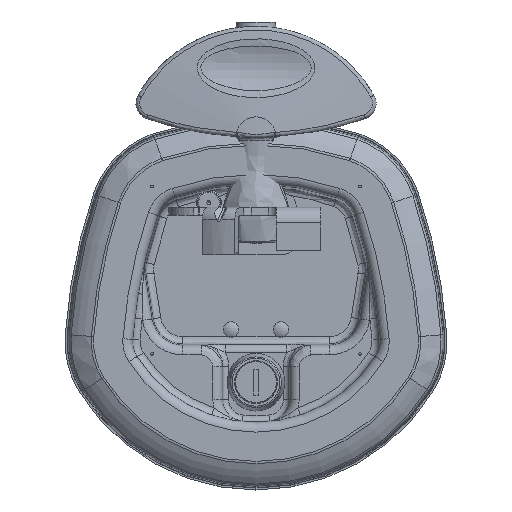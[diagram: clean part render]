
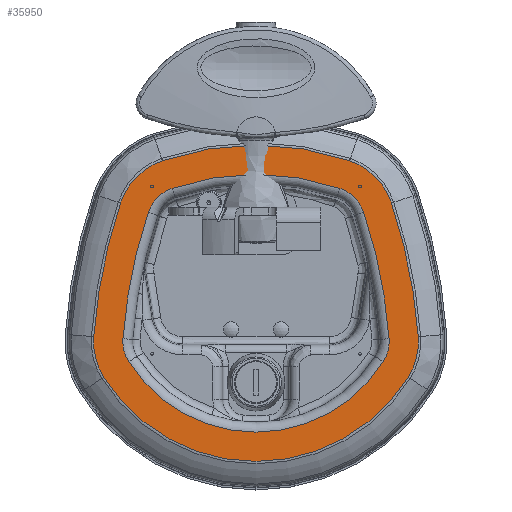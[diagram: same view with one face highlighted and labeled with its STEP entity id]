
A CAD part, top view. The second image highlights one B-rep face of the part: STEP entity #35950.
In plain terms, the highlighted planar face has unit normal (0, 0, 1).
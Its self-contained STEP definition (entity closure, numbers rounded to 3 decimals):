
#2142=FACE_BOUND('',#6433,.T.);
#2418=PLANE('',#38971);
#4211=FACE_OUTER_BOUND('',#6432,.T.);
#6432=EDGE_LOOP('',(#25135,#25136,#25137,#25138,#25139,#25140,#25141,#25142));
#6433=EDGE_LOOP('',(#25143,#25144,#25145,#25146,#25147,#25148,#25149,#25150));
#8972=CIRCLE('',#38946,2.765);
#8974=CIRCLE('',#38949,1.038);
#8976=CIRCLE('',#38952,8.45);
#8978=CIRCLE('',#38955,1.038);
#8980=CIRCLE('',#38958,4.413);
#8982=CIRCLE('',#38961,1.038);
#8984=CIRCLE('',#38964,8.45);
#8986=CIRCLE('',#38967,1.038);
#8989=CIRCLE('',#38972,7.999);
#8990=CIRCLE('',#38973,0.587);
#8991=CIRCLE('',#38974,2.314);
#8992=CIRCLE('',#38975,0.587);
#8993=CIRCLE('',#38976,7.999);
#8994=CIRCLE('',#38977,0.587);
#8995=CIRCLE('',#38978,3.962);
#8996=CIRCLE('',#38979,0.587);
#15967=VERTEX_POINT('',#52643);
#15969=VERTEX_POINT('',#52647);
#15970=VERTEX_POINT('',#52651);
#15971=VERTEX_POINT('',#52655);
#15972=VERTEX_POINT('',#52659);
#15973=VERTEX_POINT('',#52663);
#15974=VERTEX_POINT('',#52667);
#15976=VERTEX_POINT('',#52672);
#15977=VERTEX_POINT('',#52682);
#15978=VERTEX_POINT('',#52683);
#15979=VERTEX_POINT('',#52685);
#15980=VERTEX_POINT('',#52687);
#15981=VERTEX_POINT('',#52689);
#15982=VERTEX_POINT('',#52691);
#15983=VERTEX_POINT('',#52693);
#15984=VERTEX_POINT('',#52695);
#19507=EDGE_CURVE('',#15969,#15967,#8972,.T.);
#19509=EDGE_CURVE('',#15970,#15969,#8974,.T.);
#19511=EDGE_CURVE('',#15971,#15970,#8976,.T.);
#19513=EDGE_CURVE('',#15972,#15971,#8978,.T.);
#19515=EDGE_CURVE('',#15973,#15972,#8980,.T.);
#19517=EDGE_CURVE('',#15974,#15973,#8982,.T.);
#19519=EDGE_CURVE('',#15976,#15974,#8984,.T.);
#19521=EDGE_CURVE('',#15967,#15976,#8986,.T.);
#19524=EDGE_CURVE('',#15977,#15978,#8989,.T.);
#19525=EDGE_CURVE('',#15979,#15977,#8990,.T.);
#19526=EDGE_CURVE('',#15980,#15979,#8991,.T.);
#19527=EDGE_CURVE('',#15981,#15980,#8992,.T.);
#19528=EDGE_CURVE('',#15982,#15981,#8993,.T.);
#19529=EDGE_CURVE('',#15983,#15982,#8994,.T.);
#19530=EDGE_CURVE('',#15984,#15983,#8995,.T.);
#19531=EDGE_CURVE('',#15978,#15984,#8996,.T.);
#25135=ORIENTED_EDGE('',*,*,#19507,.F.);
#25136=ORIENTED_EDGE('',*,*,#19509,.F.);
#25137=ORIENTED_EDGE('',*,*,#19511,.F.);
#25138=ORIENTED_EDGE('',*,*,#19513,.F.);
#25139=ORIENTED_EDGE('',*,*,#19515,.F.);
#25140=ORIENTED_EDGE('',*,*,#19517,.F.);
#25141=ORIENTED_EDGE('',*,*,#19519,.F.);
#25142=ORIENTED_EDGE('',*,*,#19521,.F.);
#25143=ORIENTED_EDGE('',*,*,#19524,.F.);
#25144=ORIENTED_EDGE('',*,*,#19525,.F.);
#25145=ORIENTED_EDGE('',*,*,#19526,.F.);
#25146=ORIENTED_EDGE('',*,*,#19527,.F.);
#25147=ORIENTED_EDGE('',*,*,#19528,.F.);
#25148=ORIENTED_EDGE('',*,*,#19529,.F.);
#25149=ORIENTED_EDGE('',*,*,#19530,.F.);
#25150=ORIENTED_EDGE('',*,*,#19531,.F.);
#35950=ADVANCED_FACE('',(#4211,#2142),#2418,.T.);
#38946=AXIS2_PLACEMENT_3D('',#52649,#42794,#42795);
#38949=AXIS2_PLACEMENT_3D('',#52653,#42800,#42801);
#38952=AXIS2_PLACEMENT_3D('',#52657,#42806,#42807);
#38955=AXIS2_PLACEMENT_3D('',#52661,#42812,#42813);
#38958=AXIS2_PLACEMENT_3D('',#52665,#42818,#42819);
#38961=AXIS2_PLACEMENT_3D('',#52669,#42824,#42825);
#38964=AXIS2_PLACEMENT_3D('',#52674,#42830,#42831);
#38967=AXIS2_PLACEMENT_3D('',#52677,#42836,#42837);
#38971=AXIS2_PLACEMENT_3D('',#52681,#42844,#42845);
#38972=AXIS2_PLACEMENT_3D('',#52684,#42846,#42847);
#38973=AXIS2_PLACEMENT_3D('',#52686,#42848,#42849);
#38974=AXIS2_PLACEMENT_3D('',#52688,#42850,#42851);
#38975=AXIS2_PLACEMENT_3D('',#52690,#42852,#42853);
#38976=AXIS2_PLACEMENT_3D('',#52692,#42854,#42855);
#38977=AXIS2_PLACEMENT_3D('',#52694,#42856,#42857);
#38978=AXIS2_PLACEMENT_3D('',#52696,#42858,#42859);
#38979=AXIS2_PLACEMENT_3D('',#52697,#42860,#42861);
#42794=DIRECTION('center_axis',(0.,0.,-1.));
#42795=DIRECTION('ref_axis',(0.,-1.,0.));
#42800=DIRECTION('center_axis',(0.,0.,-1.));
#42801=DIRECTION('ref_axis',(0.97,-0.242,0.));
#42806=DIRECTION('center_axis',(0.,0.,-1.));
#42807=DIRECTION('ref_axis',(0.98,0.197,0.));
#42812=DIRECTION('center_axis',(0.,0.,-1.));
#42813=DIRECTION('ref_axis',(0.711,0.703,0.));
#42818=DIRECTION('center_axis',(0.,0.,-1.));
#42819=DIRECTION('ref_axis',(0.,1.,0.));
#42824=DIRECTION('center_axis',(0.,0.,-1.));
#42825=DIRECTION('ref_axis',(-0.711,0.703,0.));
#42830=DIRECTION('center_axis',(0.,0.,-1.));
#42831=DIRECTION('ref_axis',(-0.98,0.197,0.));
#42836=DIRECTION('center_axis',(0.,0.,-1.));
#42837=DIRECTION('ref_axis',(-0.97,-0.242,0.));
#42844=DIRECTION('center_axis',(0.,0.,1.));
#42845=DIRECTION('ref_axis',(1.,0.,0.));
#42846=DIRECTION('center_axis',(0.,0.,1.));
#42847=DIRECTION('ref_axis',(0.98,0.197,0.));
#42848=DIRECTION('center_axis',(0.,0.,1.));
#42849=DIRECTION('ref_axis',(0.97,-0.242,0.));
#42850=DIRECTION('center_axis',(0.,0.,1.));
#42851=DIRECTION('ref_axis',(0.,-1.,0.));
#42852=DIRECTION('center_axis',(0.,0.,1.));
#42853=DIRECTION('ref_axis',(-0.97,-0.242,0.));
#42854=DIRECTION('center_axis',(0.,0.,1.));
#42855=DIRECTION('ref_axis',(-0.98,0.197,0.));
#42856=DIRECTION('center_axis',(0.,0.,1.));
#42857=DIRECTION('ref_axis',(-0.711,0.703,0.));
#42858=DIRECTION('center_axis',(0.,0.,1.));
#42859=DIRECTION('ref_axis',(0.,1.,0.));
#42860=DIRECTION('center_axis',(0.,0.,1.));
#42861=DIRECTION('ref_axis',(0.711,0.703,0.));
#52643=CARTESIAN_POINT('',(-2.34,-2.233,1.5));
#52647=CARTESIAN_POINT('',(2.34,-2.233,1.5));
#52649=CARTESIAN_POINT('Origin',(0.,-0.76,
1.5));
#52651=CARTESIAN_POINT('',(2.497,-1.604,1.5));
#52653=CARTESIAN_POINT('Origin',(1.462,-1.68,1.5));
#52655=CARTESIAN_POINT('',(2.085,0.45,1.5));
#52657=CARTESIAN_POINT('Origin',(-5.93,-2.225,1.5));
#52659=CARTESIAN_POINT('',(1.439,1.102,1.5));
#52661=CARTESIAN_POINT('Origin',(1.101,0.121,1.5));
#52663=CARTESIAN_POINT('',(-1.439,1.102,1.5));
#52665=CARTESIAN_POINT('Origin',(0.,-3.069,
1.5));
#52667=CARTESIAN_POINT('',(-2.085,0.45,1.5));
#52669=CARTESIAN_POINT('Origin',(-1.101,0.121,1.5));
#52672=CARTESIAN_POINT('',(-2.497,-1.604,1.5));
#52674=CARTESIAN_POINT('Origin',(5.93,-2.225,1.5));
#52677=CARTESIAN_POINT('Origin',(-1.462,-1.68,1.5));
#52681=CARTESIAN_POINT('Origin',(0.,-1.026,
1.5));
#52682=CARTESIAN_POINT('',(2.047,-1.637,1.5));
#52683=CARTESIAN_POINT('',(1.657,0.307,1.5));
#52684=CARTESIAN_POINT('Origin',(-5.93,-2.225,1.5));
#52685=CARTESIAN_POINT('',(1.958,-1.992,1.5));
#52686=CARTESIAN_POINT('Origin',(1.462,-1.68,1.5));
#52687=CARTESIAN_POINT('',(-1.958,-1.992,1.5));
#52688=CARTESIAN_POINT('Origin',(0.,-0.76,
1.5));
#52689=CARTESIAN_POINT('',(-2.047,-1.637,1.5));
#52690=CARTESIAN_POINT('Origin',(-1.462,-1.68,1.5));
#52691=CARTESIAN_POINT('',(-1.657,0.307,1.5));
#52692=CARTESIAN_POINT('Origin',(5.93,-2.225,1.5));
#52693=CARTESIAN_POINT('',(-1.292,0.676,1.5));
#52694=CARTESIAN_POINT('Origin',(-1.101,0.121,1.5));
#52695=CARTESIAN_POINT('',(1.292,0.676,1.5));
#52696=CARTESIAN_POINT('Origin',(0.,-3.069,
1.5));
#52697=CARTESIAN_POINT('Origin',(1.101,0.121,1.5));
